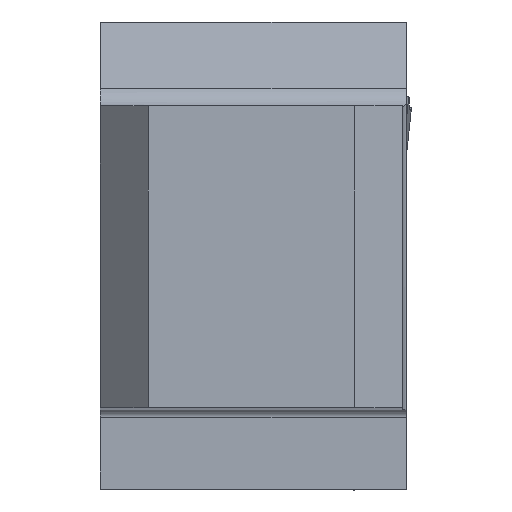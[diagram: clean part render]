
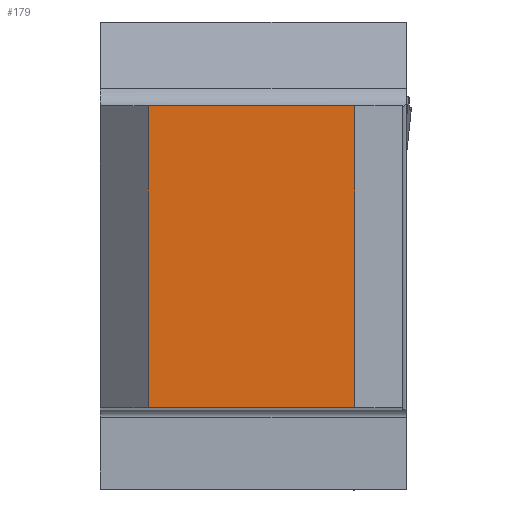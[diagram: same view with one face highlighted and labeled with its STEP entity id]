
A CAD part, top view. The second image highlights one B-rep face of the part: STEP entity #179.
In plain terms, the highlighted planar face has unit normal (0, 0, 1).
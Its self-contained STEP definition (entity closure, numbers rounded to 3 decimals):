
#179=ADVANCED_FACE('CU_BACK_SU1',(#299),#255,.F.);
#255=PLANE('',#1648);
#299=FACE_OUTER_BOUND('',#376,.T.);
#376=EDGE_LOOP('',(#764,#765,#766,#767));
#468=LINE('',#2226,#608);
#469=LINE('',#2229,#609);
#470=LINE('',#2231,#610);
#471=LINE('',#2233,#611);
#608=VECTOR('',#1811,1.);
#609=VECTOR('',#1812,1.);
#610=VECTOR('',#1813,1.);
#611=VECTOR('',#1814,1.);
#764=ORIENTED_EDGE('',*,*,#1335,.F.);
#765=ORIENTED_EDGE('',*,*,#1336,.T.);
#766=ORIENTED_EDGE('',*,*,#1337,.T.);
#767=ORIENTED_EDGE('',*,*,#1338,.F.);
#1188=VERTEX_POINT('',#2227);
#1189=VERTEX_POINT('',#2228);
#1190=VERTEX_POINT('',#2230);
#1191=VERTEX_POINT('',#2232);
#1335=EDGE_CURVE('',#1188,#1189,#468,.T.);
#1336=EDGE_CURVE('',#1188,#1190,#469,.T.);
#1337=EDGE_CURVE('',#1190,#1191,#470,.T.);
#1338=EDGE_CURVE('',#1189,#1191,#471,.T.);
#1648=AXIS2_PLACEMENT_3D('',#2234,#1815,#1816);
#1811=DIRECTION('',(0.,1.,0.));
#1812=DIRECTION('',(1.,0.,0.));
#1813=DIRECTION('',(0.,1.,0.));
#1814=DIRECTION('',(1.,0.,0.));
#1815=DIRECTION('',(0.,0.,-1.));
#1816=DIRECTION('',(-1.,0.,0.));
#2226=CARTESIAN_POINT('',(3.,0.,0.));
#2227=CARTESIAN_POINT('',(3.,0.,0.));
#2228=CARTESIAN_POINT('',(3.,18.975,0.));
#2229=CARTESIAN_POINT('',(-110.,0.,0.));
#2230=CARTESIAN_POINT('',(15.975,0.,0.));
#2231=CARTESIAN_POINT('',(15.975,0.,0.));
#2232=CARTESIAN_POINT('',(15.975,18.975,0.));
#2233=CARTESIAN_POINT('',(-110.,18.975,0.));
#2234=CARTESIAN_POINT('',(42.556,38.975,0.));
